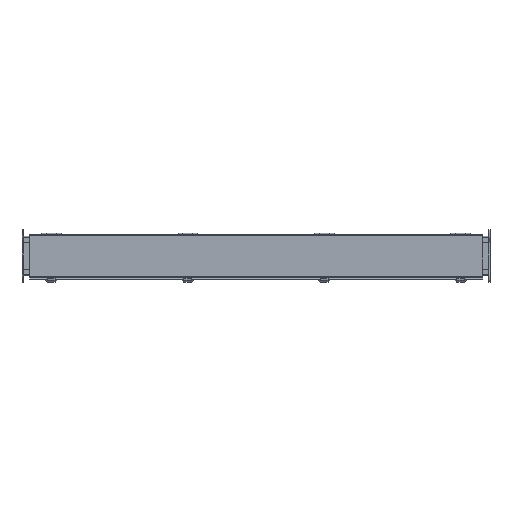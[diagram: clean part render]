
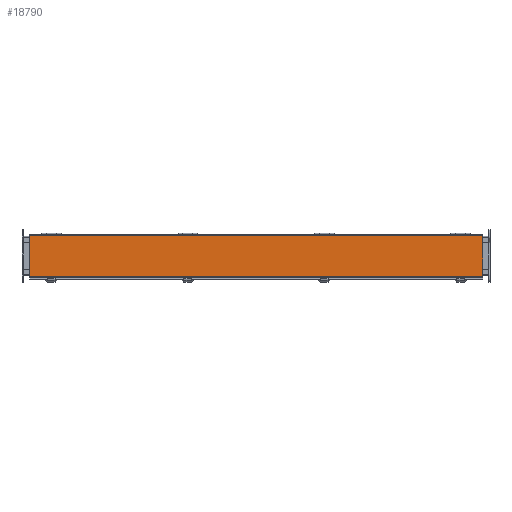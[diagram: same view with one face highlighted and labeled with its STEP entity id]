
A CAD part, top view. The second image highlights one B-rep face of the part: STEP entity #18790.
In plain terms, the highlighted planar face has unit normal (0, 0, 1).
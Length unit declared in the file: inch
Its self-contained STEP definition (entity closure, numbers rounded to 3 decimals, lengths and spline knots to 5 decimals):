
#1318 = AXIS2_PLACEMENT_3D ( 'NONE', #16461, #1566, #8215 ) ;
#1441 = LINE ( 'NONE', #11223, #12439 ) ;
#1566 = DIRECTION ( 'NONE',  ( 0., 0., 1. ) ) ;
#2840 = CARTESIAN_POINT ( 'NONE',  ( -23.218, -2.0805, 4.172 ) ) ;
#2845 = VECTOR ( 'NONE', #7074, 39.37008 ) ;
#2909 = VERTEX_POINT ( 'NONE', #20545 ) ;
#2923 = CARTESIAN_POINT ( 'NONE',  ( 23.25, -2.1885, 4.172 ) ) ;
#2964 = DIRECTION ( 'NONE',  ( 0., -1., 0. ) ) ;
#3519 = VERTEX_POINT ( 'NONE', #9544 ) ;
#4100 = LINE ( 'NONE', #10737, #2845 ) ;
#4817 = FACE_OUTER_BOUND ( 'NONE', #19972, .T. ) ;
#7074 = DIRECTION ( 'NONE',  ( 1., 0., 0. ) ) ;
#7732 = EDGE_CURVE ( 'NONE', #3519, #18971, #1441, .T. ) ;
#8012 = VERTEX_POINT ( 'NONE', #16191 ) ;
#8215 = DIRECTION ( 'NONE',  ( 1., 0., 0. ) ) ;
#8366 = VECTOR ( 'NONE', #9868, 39.37008 ) ;
#8379 = DIRECTION ( 'NONE',  ( 0., 1., 0. ) ) ;
#9102 = EDGE_CURVE ( 'NONE', #8012, #3519, #19652, .T. ) ;
#9544 = CARTESIAN_POINT ( 'NONE',  ( -23.218, 2.0785, 4.172 ) ) ;
#9868 = DIRECTION ( 'NONE',  ( -1., 0., 0. ) ) ;
#10737 = CARTESIAN_POINT ( 'NONE',  ( -23.218, -2.0805, 4.172 ) ) ;
#11223 = CARTESIAN_POINT ( 'NONE',  ( -23.218, -2.1885, 4.172 ) ) ;
#11290 = ORIENTED_EDGE ( 'NONE', *, *, #7732, .T. ) ;
#11488 = CARTESIAN_POINT ( 'NONE',  ( -23.218, 2.0785, 4.172 ) ) ;
#11670 = PLANE ( 'NONE',  #1318 ) ;
#12439 = VECTOR ( 'NONE', #2964, 39.37008 ) ;
#12641 = EDGE_CURVE ( 'NONE', #2909, #8012, #21525, .T. ) ;
#14031 = ORIENTED_EDGE ( 'NONE', *, *, #12641, .T. ) ;
#14189 = VECTOR ( 'NONE', #8379, 39.37008 ) ;
#16191 = CARTESIAN_POINT ( 'NONE',  ( 23.25, 2.0785, 4.172 ) ) ;
#16398 = EDGE_CURVE ( 'NONE', #18971, #2909, #4100, .T. ) ;
#16461 = CARTESIAN_POINT ( 'NONE',  ( -23.218, -2.1885, 4.172 ) ) ;
#16724 = ORIENTED_EDGE ( 'NONE', *, *, #9102, .T. ) ;
#18790 = ADVANCED_FACE ( 'NONE', ( #4817 ), #11670, .T. ) ;
#18798 = ORIENTED_EDGE ( 'NONE', *, *, #16398, .T. ) ;
#18971 = VERTEX_POINT ( 'NONE', #2840 ) ;
#19652 = LINE ( 'NONE', #11488, #8366 ) ;
#19972 = EDGE_LOOP ( 'NONE', ( #11290, #18798, #14031, #16724 ) ) ;
#20545 = CARTESIAN_POINT ( 'NONE',  ( 23.25, -2.0805, 4.172 ) ) ;
#21525 = LINE ( 'NONE', #2923, #14189 ) ;
